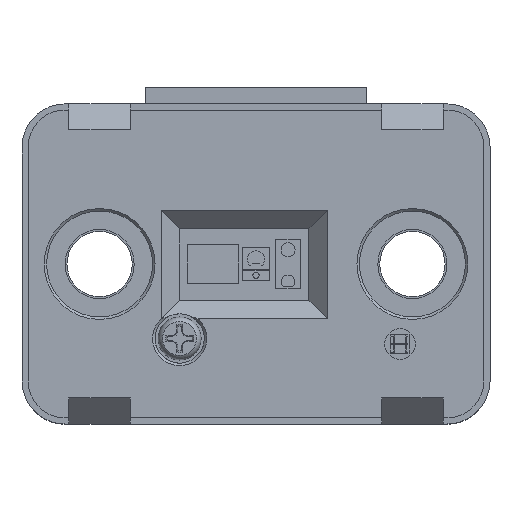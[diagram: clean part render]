
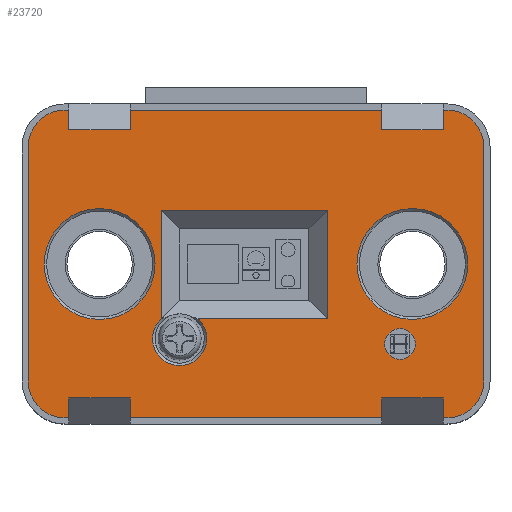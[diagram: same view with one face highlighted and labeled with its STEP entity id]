
A CAD part, top view. The second image highlights one B-rep face of the part: STEP entity #23720.
In plain terms, the highlighted planar face has unit normal (0, 0, 1).
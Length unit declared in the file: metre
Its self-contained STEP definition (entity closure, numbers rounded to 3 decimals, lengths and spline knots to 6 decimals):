
#779=CIRCLE('',#26031,0.003);
#781=CIRCLE('',#26035,0.003);
#783=CIRCLE('',#26039,0.003);
#784=CIRCLE('',#26042,0.003);
#785=CIRCLE('',#26044,0.0045);
#787=CIRCLE('',#26047,0.0045);
#790=CIRCLE('',#26051,0.0022);
#870=CIRCLE('',#26199,0.00125);
#4170=ORIENTED_EDGE('',*,*,#9523,.F.);
#4171=ORIENTED_EDGE('',*,*,#9544,.T.);
#4172=ORIENTED_EDGE('',*,*,#9333,.F.);
#4173=ORIENTED_EDGE('',*,*,#9536,.T.);
#4174=ORIENTED_EDGE('',*,*,#9541,.T.);
#4175=ORIENTED_EDGE('',*,*,#9548,.T.);
#4176=ORIENTED_EDGE('',*,*,#9325,.F.);
#4177=ORIENTED_EDGE('',*,*,#9327,.F.);
#4178=ORIENTED_EDGE('',*,*,#9241,.F.);
#4179=ORIENTED_EDGE('',*,*,#9247,.T.);
#4180=ORIENTED_EDGE('',*,*,#9240,.T.);
#4181=ORIENTED_EDGE('',*,*,#9642,.T.);
#4182=ORIENTED_EDGE('',*,*,#9308,.T.);
#4183=ORIENTED_EDGE('',*,*,#9312,.T.);
#4184=ORIENTED_EDGE('',*,*,#9315,.T.);
#4185=ORIENTED_EDGE('',*,*,#9643,.T.);
#4186=ORIENTED_EDGE('',*,*,#9228,.T.);
#4187=ORIENTED_EDGE('',*,*,#9235,.T.);
#4188=ORIENTED_EDGE('',*,*,#9229,.F.);
#4189=ORIENTED_EDGE('',*,*,#9644,.T.);
#4190=ORIENTED_EDGE('',*,*,#9276,.T.);
#4191=ORIENTED_EDGE('',*,*,#9283,.T.);
#4192=ORIENTED_EDGE('',*,*,#9277,.F.);
#4193=ORIENTED_EDGE('',*,*,#9319,.T.);
#4194=ORIENTED_EDGE('',*,*,#9320,.T.);
#4195=ORIENTED_EDGE('',*,*,#9322,.T.);
#4196=ORIENTED_EDGE('',*,*,#9324,.T.);
#4197=ORIENTED_EDGE('',*,*,#9306,.T.);
#4198=ORIENTED_EDGE('',*,*,#9289,.F.);
#4199=ORIENTED_EDGE('',*,*,#9294,.F.);
#4200=ORIENTED_EDGE('',*,*,#9288,.T.);
#4201=ORIENTED_EDGE('',*,*,#9645,.T.);
#9228=EDGE_CURVE('',#12303,#12306,#14641,.T.);
#9229=EDGE_CURVE('',#12307,#12308,#14642,.T.);
#9235=EDGE_CURVE('',#12306,#12308,#14648,.T.);
#9240=EDGE_CURVE('',#12312,#12316,#14653,.T.);
#9241=EDGE_CURVE('',#12317,#12318,#14654,.T.);
#9247=EDGE_CURVE('',#12317,#12312,#14660,.T.);
#9276=EDGE_CURVE('',#12341,#12344,#14689,.T.);
#9277=EDGE_CURVE('',#12345,#12346,#14690,.T.);
#9283=EDGE_CURVE('',#12344,#12346,#14696,.T.);
#9288=EDGE_CURVE('',#12351,#12354,#14701,.T.);
#9289=EDGE_CURVE('',#12355,#12356,#14702,.T.);
#9294=EDGE_CURVE('',#12351,#12355,#14707,.T.);
#9306=EDGE_CURVE('',#12368,#12356,#14715,.T.);
#9308=EDGE_CURVE('',#12369,#12370,#779,.T.);
#9312=EDGE_CURVE('',#12370,#12373,#14719,.T.);
#9315=EDGE_CURVE('',#12373,#12375,#781,.T.);
#9319=EDGE_CURVE('',#12345,#12377,#14724,.T.);
#9320=EDGE_CURVE('',#12377,#12378,#783,.T.);
#9322=EDGE_CURVE('',#12378,#12379,#14726,.T.);
#9324=EDGE_CURVE('',#12379,#12368,#784,.T.);
#9325=EDGE_CURVE('',#12380,#12380,#785,.T.);
#9327=EDGE_CURVE('',#12382,#12382,#787,.T.);
#9333=EDGE_CURVE('',#12388,#12385,#790,.T.);
#9523=EDGE_CURVE('',#12511,#12511,#870,.T.);
#9536=EDGE_CURVE('',#12388,#12520,#14809,.T.);
#9541=EDGE_CURVE('',#12520,#12524,#14814,.T.);
#9544=EDGE_CURVE('',#12525,#12385,#14816,.T.);
#9548=EDGE_CURVE('',#12524,#12525,#14820,.T.);
#9642=EDGE_CURVE('',#12316,#12369,#14894,.T.);
#9643=EDGE_CURVE('',#12375,#12303,#14895,.T.);
#9644=EDGE_CURVE('',#12307,#12341,#14896,.T.);
#9645=EDGE_CURVE('',#12354,#12318,#14897,.T.);
#12303=VERTEX_POINT('',#36140);
#12306=VERTEX_POINT('',#36146);
#12307=VERTEX_POINT('',#36150);
#12308=VERTEX_POINT('',#36151);
#12312=VERTEX_POINT('',#36164);
#12316=VERTEX_POINT('',#36171);
#12317=VERTEX_POINT('',#36175);
#12318=VERTEX_POINT('',#36176);
#12341=VERTEX_POINT('',#36241);
#12344=VERTEX_POINT('',#36247);
#12345=VERTEX_POINT('',#36251);
#12346=VERTEX_POINT('',#36252);
#12351=VERTEX_POINT('',#36266);
#12354=VERTEX_POINT('',#36272);
#12355=VERTEX_POINT('',#36276);
#12356=VERTEX_POINT('',#36277);
#12368=VERTEX_POINT('',#36309);
#12369=VERTEX_POINT('',#36313);
#12370=VERTEX_POINT('',#36314);
#12373=VERTEX_POINT('',#36322);
#12375=VERTEX_POINT('',#36328);
#12377=VERTEX_POINT('',#36334);
#12378=VERTEX_POINT('',#36338);
#12379=VERTEX_POINT('',#36342);
#12380=VERTEX_POINT('',#36348);
#12382=VERTEX_POINT('',#36353);
#12385=VERTEX_POINT('',#36362);
#12388=VERTEX_POINT('',#36371);
#12511=VERTEX_POINT('',#37087);
#12520=VERTEX_POINT('',#37115);
#12524=VERTEX_POINT('',#37124);
#12525=VERTEX_POINT('',#37130);
#14641=LINE('',#36147,#17281);
#14642=LINE('',#36149,#17282);
#14648=LINE('',#36161,#17288);
#14653=LINE('',#36172,#17293);
#14654=LINE('',#36174,#17294);
#14660=LINE('',#36186,#17300);
#14689=LINE('',#36248,#17329);
#14690=LINE('',#36250,#17330);
#14696=LINE('',#36262,#17336);
#14701=LINE('',#36273,#17341);
#14702=LINE('',#36275,#17342);
#14707=LINE('',#36286,#17347);
#14715=LINE('',#36308,#17355);
#14719=LINE('',#36321,#17359);
#14724=LINE('',#36335,#17364);
#14726=LINE('',#36341,#17366);
#14809=LINE('',#37114,#17449);
#14814=LINE('',#37125,#17454);
#14816=LINE('',#37129,#17456);
#14820=LINE('',#37136,#17460);
#14894=LINE('',#37325,#17534);
#14895=LINE('',#37326,#17535);
#14896=LINE('',#37327,#17536);
#14897=LINE('',#37328,#17537);
#17281=VECTOR('',#29410,1.);
#17282=VECTOR('',#29413,1.);
#17288=VECTOR('',#29421,1.);
#17293=VECTOR('',#29428,1.);
#17294=VECTOR('',#29431,1.);
#17300=VECTOR('',#29439,1.);
#17329=VECTOR('',#29488,1.);
#17330=VECTOR('',#29491,1.);
#17336=VECTOR('',#29499,1.);
#17341=VECTOR('',#29506,1.);
#17342=VECTOR('',#29509,1.);
#17347=VECTOR('',#29516,1.);
#17355=VECTOR('',#29536,1.);
#17359=VECTOR('',#29548,1.);
#17364=VECTOR('',#29561,1.);
#17366=VECTOR('',#29569,1.);
#17449=VECTOR('',#29984,1.);
#17454=VECTOR('',#29991,1.);
#17456=VECTOR('',#29997,1.);
#17460=VECTOR('',#30003,1.);
#17534=VECTOR('',#30213,1.);
#17535=VECTOR('',#30214,1.);
#17536=VECTOR('',#30215,1.);
#17537=VECTOR('',#30216,1.);
#19853=EDGE_LOOP('',(#4170));
#19854=EDGE_LOOP('',(#4171,#4172,#4173,#4174,#4175));
#19855=EDGE_LOOP('',(#4176));
#19856=EDGE_LOOP('',(#4177));
#19857=EDGE_LOOP('',(#4178,#4179,#4180,#4181,#4182,#4183,#4184,#4185,#4186,
#4187,#4188,#4189,#4190,#4191,#4192,#4193,#4194,#4195,#4196,#4197,#4198,
#4199,#4200,#4201));
#21375=FACE_BOUND('',#19853,.T.);
#21376=FACE_BOUND('',#19854,.T.);
#21377=FACE_BOUND('',#19855,.T.);
#21378=FACE_BOUND('',#19856,.T.);
#21379=FACE_BOUND('',#19857,.T.);
#22575=PLANE('',#26278);
#23720=ADVANCED_FACE('',(#21375,#21376,#21377,#21378,#21379),#22575,.T.);
#26031=AXIS2_PLACEMENT_3D('',#36312,#29540,#29541);
#26035=AXIS2_PLACEMENT_3D('',#36327,#29553,#29554);
#26039=AXIS2_PLACEMENT_3D('',#36337,#29564,#29565);
#26042=AXIS2_PLACEMENT_3D('',#36345,#29573,#29574);
#26044=AXIS2_PLACEMENT_3D('',#36347,#29577,#29578);
#26047=AXIS2_PLACEMENT_3D('',#36352,#29583,#29584);
#26051=AXIS2_PLACEMENT_3D('',#36372,#29592,#29593);
#26199=AXIS2_PLACEMENT_3D('',#37086,#29957,#29958);
#26278=AXIS2_PLACEMENT_3D('',#37324,#30211,#30212);
#29410=DIRECTION('',(0.,1.,0.));
#29413=DIRECTION('',(0.,1.,0.));
#29421=DIRECTION('',(1.,0.,0.));
#29428=DIRECTION('',(0.,1.,0.));
#29431=DIRECTION('',(0.,1.,0.));
#29439=DIRECTION('',(-1.,0.,0.));
#29488=DIRECTION('',(0.,1.,0.));
#29491=DIRECTION('',(0.,1.,0.));
#29499=DIRECTION('',(1.,0.,0.));
#29506=DIRECTION('',(0.,1.,0.));
#29509=DIRECTION('',(0.,1.,0.));
#29516=DIRECTION('',(1.,0.,0.));
#29536=DIRECTION('',(-1.,0.,0.));
#29540=DIRECTION('',(0.,0.,1.));
#29541=DIRECTION('',(1.,0.,0.));
#29548=DIRECTION('',(0.,-1.,0.));
#29553=DIRECTION('',(0.,0.,1.));
#29554=DIRECTION('',(1.,0.,0.));
#29561=DIRECTION('',(1.,0.,0.));
#29564=DIRECTION('',(0.,0.,1.));
#29565=DIRECTION('',(1.,0.,0.));
#29569=DIRECTION('',(0.,1.,0.));
#29573=DIRECTION('',(0.,0.,1.));
#29574=DIRECTION('',(1.,0.,0.));
#29577=DIRECTION('',(0.,0.,1.));
#29578=DIRECTION('',(1.,0.,0.));
#29583=DIRECTION('',(0.,0.,1.));
#29584=DIRECTION('',(1.,0.,0.));
#29592=DIRECTION('',(0.,0.,1.));
#29593=DIRECTION('',(1.,0.,0.));
#29957=DIRECTION('',(0.,0.,1.));
#29958=DIRECTION('',(1.,0.,0.));
#29984=DIRECTION('',(0.,1.,0.));
#29991=DIRECTION('',(1.,0.,0.));
#29997=DIRECTION('',(-1.,0.,0.));
#30003=DIRECTION('',(0.,-1.,0.));
#30211=DIRECTION('',(0.,0.,1.));
#30212=DIRECTION('',(1.,0.,0.));
#30213=DIRECTION('',(-1.,0.,0.));
#30214=DIRECTION('',(1.,0.,0.));
#30215=DIRECTION('',(1.,0.,0.));
#30216=DIRECTION('',(-1.,0.,0.));
#36140=CARTESIAN_POINT('',(-0.0152,-0.0125,0.0045));
#36146=CARTESIAN_POINT('',(-0.0152,-0.010879,0.0045));
#36147=CARTESIAN_POINT('',(-0.0152,0.,0.0045));
#36149=CARTESIAN_POINT('',(-0.0102,0.,0.0045));
#36150=CARTESIAN_POINT('',(-0.0102,-0.0125,0.0045));
#36151=CARTESIAN_POINT('',(-0.0102,-0.010879,0.0045));
#36161=CARTESIAN_POINT('',(0.,-0.010879,0.0045));
#36164=CARTESIAN_POINT('',(-0.0152,0.010879,0.0045));
#36171=CARTESIAN_POINT('',(-0.0152,0.0125,0.0045));
#36172=CARTESIAN_POINT('',(-0.0152,0.,0.0045));
#36174=CARTESIAN_POINT('',(-0.0102,0.,0.0045));
#36175=CARTESIAN_POINT('',(-0.0102,0.010879,0.0045));
#36176=CARTESIAN_POINT('',(-0.0102,0.0125,0.0045));
#36186=CARTESIAN_POINT('',(0.,0.010879,0.0045));
#36241=CARTESIAN_POINT('',(0.0102,-0.0125,0.0045));
#36247=CARTESIAN_POINT('',(0.0102,-0.010879,0.0045));
#36248=CARTESIAN_POINT('',(0.0102,0.,0.0045));
#36250=CARTESIAN_POINT('',(0.0152,0.,0.0045));
#36251=CARTESIAN_POINT('',(0.0152,-0.0125,0.0045));
#36252=CARTESIAN_POINT('',(0.0152,-0.010879,0.0045));
#36262=CARTESIAN_POINT('',(0.,-0.010879,0.0045));
#36266=CARTESIAN_POINT('',(0.0102,0.010879,0.0045));
#36272=CARTESIAN_POINT('',(0.0102,0.0125,0.0045));
#36273=CARTESIAN_POINT('',(0.0102,0.,0.0045));
#36275=CARTESIAN_POINT('',(0.0152,0.,0.0045));
#36276=CARTESIAN_POINT('',(0.0152,0.010879,0.0045));
#36277=CARTESIAN_POINT('',(0.0152,0.0125,0.0045));
#36286=CARTESIAN_POINT('',(-0.0102,0.010879,0.0045));
#36308=CARTESIAN_POINT('',(0.,0.0125,0.0045));
#36309=CARTESIAN_POINT('',(0.0155,0.0125,0.0045));
#36312=CARTESIAN_POINT('',(-0.0155,0.0095,0.0045));
#36313=CARTESIAN_POINT('',(-0.0155,0.0125,0.0045));
#36314=CARTESIAN_POINT('',(-0.0185,0.0095,0.0045));
#36321=CARTESIAN_POINT('',(-0.0185,0.,0.0045));
#36322=CARTESIAN_POINT('',(-0.0185,-0.0095,0.0045));
#36327=CARTESIAN_POINT('',(-0.0155,-0.0095,0.0045));
#36328=CARTESIAN_POINT('',(-0.0155,-0.0125,0.0045));
#36334=CARTESIAN_POINT('',(0.0155,-0.0125,0.0045));
#36335=CARTESIAN_POINT('',(0.,-0.0125,0.0045));
#36337=CARTESIAN_POINT('',(0.0155,-0.0095,0.0045));
#36338=CARTESIAN_POINT('',(0.0185,-0.0095,0.0045));
#36341=CARTESIAN_POINT('',(0.0185,0.,0.0045));
#36342=CARTESIAN_POINT('',(0.0185,0.0095,0.0045));
#36345=CARTESIAN_POINT('',(0.0155,0.0095,0.0045));
#36347=CARTESIAN_POINT('',(0.0127,0.,0.0045));
#36348=CARTESIAN_POINT('',(0.0172,0.,0.0045));
#36352=CARTESIAN_POINT('',(-0.0127,0.,0.0045));
#36353=CARTESIAN_POINT('',(-0.0082,0.,0.0045));
#36362=CARTESIAN_POINT('',(-0.00469,-0.00445,0.0045));
#36371=CARTESIAN_POINT('',(-0.0077,-0.004441,0.0045));
#36372=CARTESIAN_POINT('',(-0.0062,-0.00605,0.0045));
#37086=CARTESIAN_POINT('',(0.0117,-0.0065,0.0045));
#37087=CARTESIAN_POINT('',(0.01295,-0.0065,0.0045));
#37114=CARTESIAN_POINT('',(-0.0077,0.,0.0045));
#37115=CARTESIAN_POINT('',(-0.0077,0.00435,0.0045));
#37124=CARTESIAN_POINT('',(0.0058,0.00435,0.0045));
#37125=CARTESIAN_POINT('',(0.0043,0.00435,0.0045));
#37129=CARTESIAN_POINT('',(0.,-0.00445,0.0045));
#37130=CARTESIAN_POINT('',(0.0058,-0.00445,0.0045));
#37136=CARTESIAN_POINT('',(0.0058,-0.00295,0.0045));
#37324=CARTESIAN_POINT('',(0.,0.,0.0045));
#37325=CARTESIAN_POINT('',(0.,0.0125,0.0045));
#37326=CARTESIAN_POINT('',(0.,-0.0125,0.0045));
#37327=CARTESIAN_POINT('',(0.,-0.0125,0.0045));
#37328=CARTESIAN_POINT('',(0.,0.0125,0.0045));
